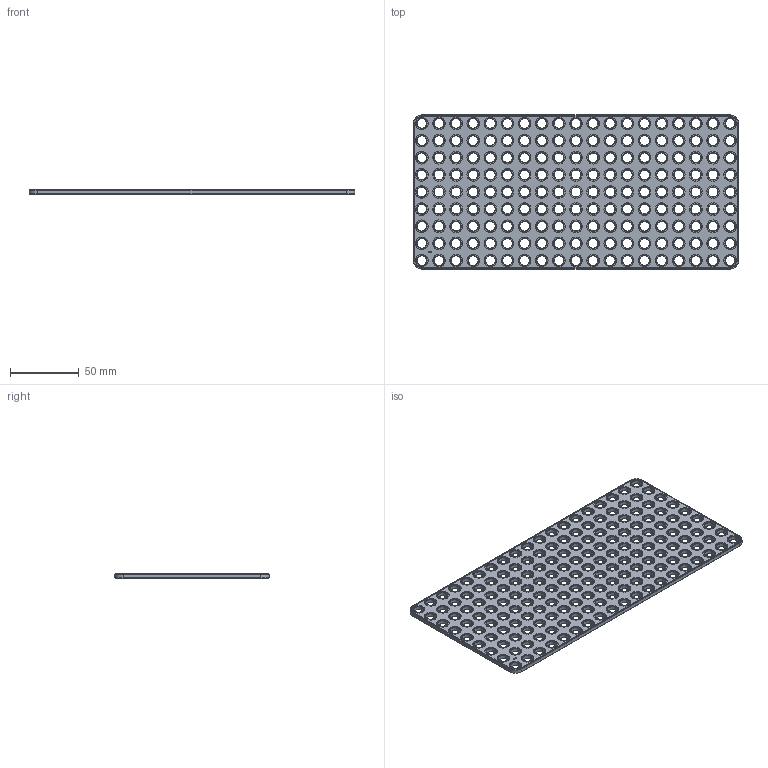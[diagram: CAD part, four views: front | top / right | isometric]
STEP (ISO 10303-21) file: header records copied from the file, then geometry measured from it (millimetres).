
FILE_DESCRIPTION(('FreeCAD Model'),'2;1');
FILE_NAME('Open CASCADE Shape Model','2024-10-09T00:20:38',(''),(''), 'Open CASCADE STEP processor 7.7','FreeCAD','Unknown');
FILE_SCHEMA(('AUTOMOTIVE_DESIGN { 1 0 10303 214 1 1 1 1 }'));
Length unit declared in the file: millimetre
Products named in the file (1): Plate RCT CRNR BU19x09x00.25 - SPN-PLT-0228 (stemfie.org)
Bounding box: 237.5 x 112.5 x 3.12 mm (x, y, z)
Volume: 59462.4 mm3; surface area: 53716.4 mm2
Topology: 1 solids, 1 shells, 1352 faces, 3080 edges, 1934 vertices
Faces by surface type: plane 494, cylinder 350, cone 350, extrusion 158
Full cylindrical faces by diameter (mm): 7 x171, 9.2 x171
Entity records: 39078 total; most frequent: CARTESIAN_POINT 7661, DIRECTION 6362, ORIENTED_EDGE 6160, EDGE_CURVE 3080, AXIS2_PLACEMENT_3D 2245, VERTEX_POINT 1934, FACE_BOUND 1898, EDGE_LOOP 1898
